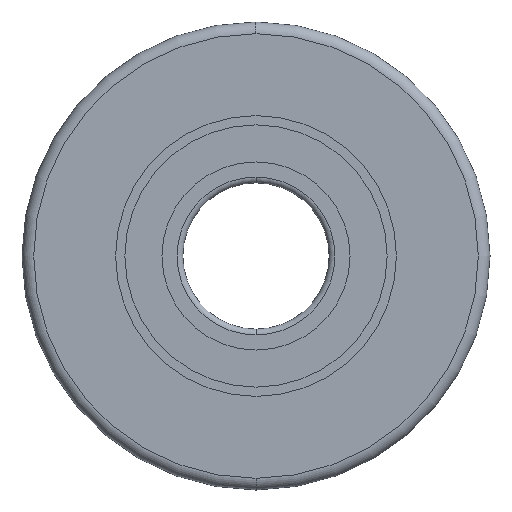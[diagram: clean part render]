
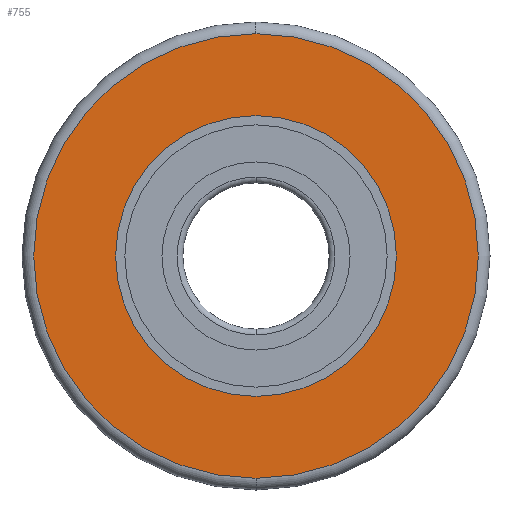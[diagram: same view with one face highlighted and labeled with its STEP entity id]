
A CAD part, left-side view. The second image highlights one B-rep face of the part: STEP entity #755.
In plain terms, the highlighted planar face has unit normal (-1, 0, 0).
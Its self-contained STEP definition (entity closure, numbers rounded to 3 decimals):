
#60 = DIRECTION ( 'NONE',  ( 1., 0., 0. ) ) ;
#69 = AXIS2_PLACEMENT_3D ( 'NONE', #1172, #1264, #1275 ) ;
#109 = CARTESIAN_POINT ( 'NONE',  ( -93.825, 30.964, -24. ) ) ;
#144 = CARTESIAN_POINT ( 'NONE',  ( -93.825, 30.964, 0. ) ) ;
#165 = DIRECTION ( 'NONE',  ( -1., 0., 0. ) ) ;
#219 = CIRCLE ( 'NONE', #990, 38. ) ;
#222 = CIRCLE ( 'NONE', #309, 24. ) ;
#239 = VERTEX_POINT ( 'NONE', #656 ) ;
#263 = DIRECTION ( 'NONE',  ( -1., 0., 0. ) ) ;
#305 = CIRCLE ( 'NONE', #873, 38. ) ;
#309 = AXIS2_PLACEMENT_3D ( 'NONE', #545, #165, #1353 ) ;
#401 = ORIENTED_EDGE ( 'NONE', *, *, #443, .T. ) ;
#439 = CARTESIAN_POINT ( 'NONE',  ( -93.825, 30.964, -38. ) ) ;
#443 = EDGE_CURVE ( 'NONE', #239, #871, #219, .T. ) ;
#496 = VERTEX_POINT ( 'NONE', #109 ) ;
#545 = CARTESIAN_POINT ( 'NONE',  ( -93.825, 30.964, 0. ) ) ;
#656 = CARTESIAN_POINT ( 'NONE',  ( -93.825, 30.964, 38. ) ) ;
#718 = ORIENTED_EDGE ( 'NONE', *, *, #760, .F. ) ;
#744 = EDGE_LOOP ( 'NONE', ( #1279, #401 ) ) ;
#746 = CIRCLE ( 'NONE', #69, 24. ) ;
#748 = CARTESIAN_POINT ( 'NONE',  ( -93.825, 54.964, 0. ) ) ;
#755 = ADVANCED_FACE ( 'NONE', ( #1126, #1474 ), #762, .F. ) ;
#760 = EDGE_CURVE ( 'NONE', #1281, #496, #222, .T. ) ;
#762 = PLANE ( 'NONE',  #1164 ) ;
#871 = VERTEX_POINT ( 'NONE', #439 ) ;
#873 = AXIS2_PLACEMENT_3D ( 'NONE', #144, #263, #1100 ) ;
#950 = EDGE_CURVE ( 'NONE', #496, #1281, #746, .T. ) ;
#990 = AXIS2_PLACEMENT_3D ( 'NONE', #1414, #1536, #1071 ) ;
#1071 = DIRECTION ( 'NONE',  ( 0., 0., -1. ) ) ;
#1074 = CARTESIAN_POINT ( 'NONE',  ( -93.825, 30.964, 24. ) ) ;
#1084 = EDGE_LOOP ( 'NONE', ( #718, #1456 ) ) ;
#1100 = DIRECTION ( 'NONE',  ( 0., 0., -1. ) ) ;
#1126 = FACE_OUTER_BOUND ( 'NONE', #744, .T. ) ;
#1164 = AXIS2_PLACEMENT_3D ( 'NONE', #748, #60, #1231 ) ;
#1172 = CARTESIAN_POINT ( 'NONE',  ( -93.825, 30.964, 0. ) ) ;
#1231 = DIRECTION ( 'NONE',  ( 0., 0., -1. ) ) ;
#1264 = DIRECTION ( 'NONE',  ( -1., 0., 0. ) ) ;
#1275 = DIRECTION ( 'NONE',  ( 0., 0., 1. ) ) ;
#1279 = ORIENTED_EDGE ( 'NONE', *, *, #1327, .T. ) ;
#1281 = VERTEX_POINT ( 'NONE', #1074 ) ;
#1327 = EDGE_CURVE ( 'NONE', #871, #239, #305, .T. ) ;
#1353 = DIRECTION ( 'NONE',  ( 0., 0., 1. ) ) ;
#1414 = CARTESIAN_POINT ( 'NONE',  ( -93.825, 30.964, 0. ) ) ;
#1456 = ORIENTED_EDGE ( 'NONE', *, *, #950, .F. ) ;
#1474 = FACE_BOUND ( 'NONE', #1084, .T. ) ;
#1536 = DIRECTION ( 'NONE',  ( -1., 0., 0. ) ) ;
